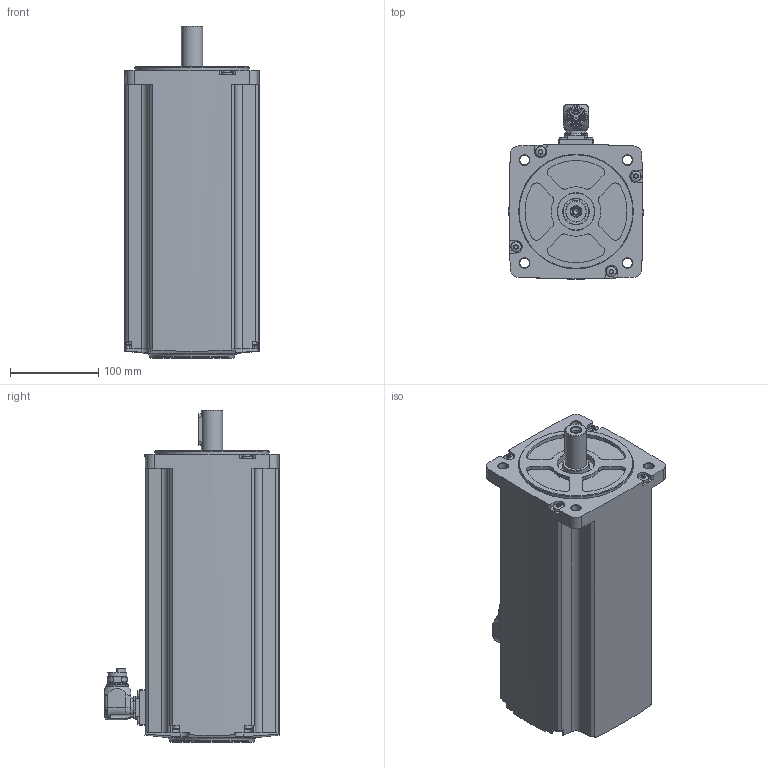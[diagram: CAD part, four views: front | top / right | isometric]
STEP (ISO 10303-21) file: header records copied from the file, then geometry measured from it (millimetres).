
FILE_DESCRIPTION(/* description */ ('STEP AP214'),/* implementation_level */ '2;1');
FILE_NAME(/* name */ '8148331_EMMT-AS-150-LK-HT-R2M',/* time_stamp */ '2024-08-28T01:16:25+02:00',/* author */ ('License CC BY-ND 4.0'),/* organization */ ('CADENAS'),/* preprocessor_version */ 'ST-DEVELOPER v19.3',/* originating_system */ 'PARTsolutions',/* authorisation */ ' ');
FILE_SCHEMA (('PROCESS_PLANNING_SCHEMA','AUTOMOTIVE_DESIGN {1 0 10303 214 3 1 1}'));
Length unit declared in the file: millimetre
Products named in the file (2): 8148331 EMMT-AS-150-LK-HT-R2M---(high); 8148331 EMMT-AS-150-LK-R2---(high_h)
Assembly tree (1 placements, depth 2):
  8148331 EMMT-AS-150-LK-HT-R2M---(high)
    8148331 EMMT-AS-150-LK-R2---(high_h)
Bounding box: 152 x 197.39 x 376.5 mm (x, y, z)
Volume: 6590215.6 mm3; surface area: 250690.9 mm2
Topology: 1 solids, 1 shells, 647 faces, 1701 edges, 1114 vertices
Faces by surface type: cylinder 382, plane 187, torus 45, cone 27, sphere 6
Full cylindrical faces by diameter (mm): 0.63 x6, 0.99 x4, 1.99 x5, 4.917 x2, 5.1 x4, 5.2 x1, 5.5 x4, 5.6 x2, 6.647 x1, 8 x4, 8.4 x1, 10 x4, 11 x4, 19 x4, 21.55 x1, 21.685 x1, 21.95 x2, 22.9 x2, 24 x1, 30 x1, 42 x1, 96.45 x1, 130 x1
Entity records: 19708 total; most frequent: CARTESIAN_POINT 4056, DIRECTION 3402, ORIENTED_EDGE 3088, EDGE_CURVE 1544, AXIS2_PLACEMENT_3D 1405, VERTEX_POINT 1074, FACE_BOUND 830, EDGE_LOOP 829
